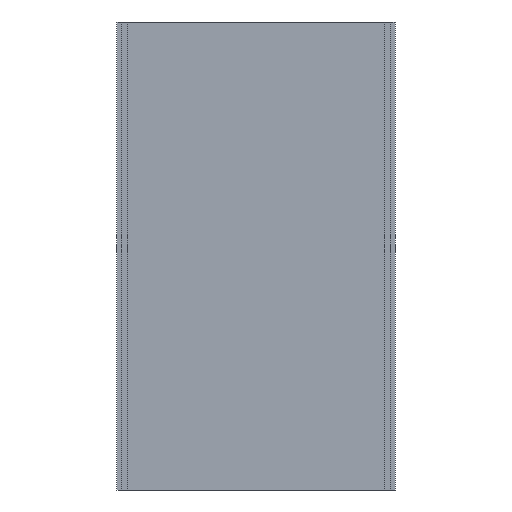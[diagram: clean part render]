
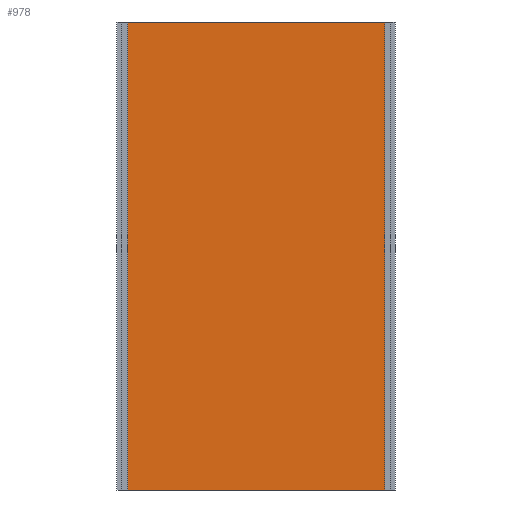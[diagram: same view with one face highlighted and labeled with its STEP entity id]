
A CAD part, front view. The second image highlights one B-rep face of the part: STEP entity #978.
In plain terms, the highlighted planar face has unit normal (0, -1, 0).
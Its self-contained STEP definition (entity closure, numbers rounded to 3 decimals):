
#633=CARTESIAN_POINT('',(-1192.767,870.684,-47.016));
#634=VERTEX_POINT('',#633);
#641=CARTESIAN_POINT('',(-1360.267,870.684,-47.016));
#642=VERTEX_POINT('',#641);
#643=CARTESIAN_POINT('',(-1192.767,870.684,-47.016));
#644=DIRECTION('',(-1.,-0.,-0.));
#645=VECTOR('',#644,167.5);
#646=LINE('',#643,#645);
#647=EDGE_CURVE('',#634,#642,#646,.T.);
#938=CARTESIAN_POINT('',(-1192.767,870.684,257.984));
#939=VERTEX_POINT('',#938);
#946=CARTESIAN_POINT('',(-1192.767,870.684,257.984));
#947=DIRECTION('',(0.,0.,-1.));
#948=VECTOR('',#947,305.);
#949=LINE('',#946,#948);
#950=EDGE_CURVE('',#939,#634,#949,.T.);
#955=CARTESIAN_POINT('',(-1310.292,870.684,172.984));
#956=DIRECTION('',(0.,-1.,-0.));
#957=DIRECTION('',(1.,0.,0.));
#958=AXIS2_PLACEMENT_3D('',#955,#956,#957);
#959=PLANE('',#958);
#960=ORIENTED_EDGE('',*,*,#647,.F.);
#961=ORIENTED_EDGE('',*,*,#950,.F.);
#962=CARTESIAN_POINT('',(-1360.267,870.684,257.984));
#963=VERTEX_POINT('',#962);
#964=CARTESIAN_POINT('',(-1192.767,870.684,257.984));
#965=DIRECTION('',(-1.,-0.,-0.));
#966=VECTOR('',#965,167.5);
#967=LINE('',#964,#966);
#968=EDGE_CURVE('',#939,#963,#967,.T.);
#969=ORIENTED_EDGE('',*,*,#968,.T.);
#970=CARTESIAN_POINT('',(-1360.267,870.684,257.984));
#971=DIRECTION('',(0.,0.,-1.));
#972=VECTOR('',#971,305.);
#973=LINE('',#970,#972);
#974=EDGE_CURVE('',#963,#642,#973,.T.);
#975=ORIENTED_EDGE('',*,*,#974,.T.);
#976=EDGE_LOOP('',(#960,#961,#969,#975));
#977=FACE_BOUND('',#976,.T.);
#978=ADVANCED_FACE('',(#977),#959,.T.);
